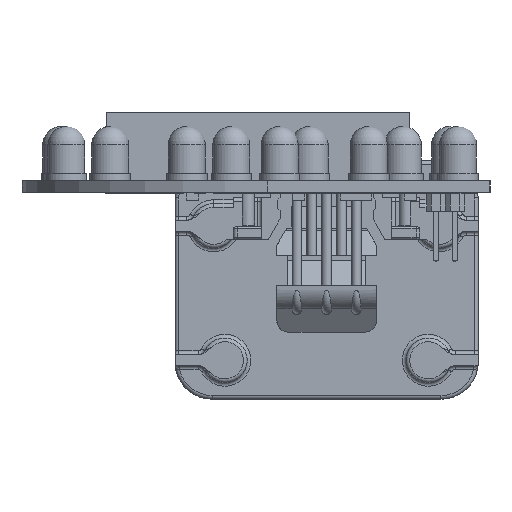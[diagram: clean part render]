
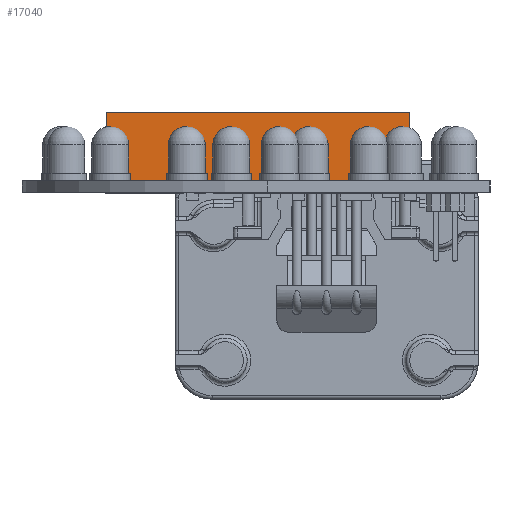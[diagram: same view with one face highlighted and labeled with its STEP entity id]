
A CAD part, left-side view. The second image highlights one B-rep face of the part: STEP entity #17040.
In plain terms, the highlighted planar face has unit normal (-1, 0, 0).
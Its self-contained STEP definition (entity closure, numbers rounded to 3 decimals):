
#1081=PLANE('',#18568);
#1720=FACE_OUTER_BOUND('',#3136,.T.);
#3136=EDGE_LOOP('',(#12968,#12969,#12970,#12971));
#4053=LINE('',#26444,#5385);
#4055=LINE('',#26448,#5387);
#4056=LINE('',#26450,#5388);
#4057=LINE('',#26451,#5389);
#5385=VECTOR('',#21596,1000.);
#5387=VECTOR('',#21600,1000.);
#5388=VECTOR('',#21601,1000.);
#5389=VECTOR('',#21602,1000.);
#7941=VERTEX_POINT('',#26441);
#7942=VERTEX_POINT('',#26443);
#7943=VERTEX_POINT('',#26447);
#7944=VERTEX_POINT('',#26449);
#9763=EDGE_CURVE('',#7942,#7941,#4053,.T.);
#9765=EDGE_CURVE('',#7941,#7943,#4055,.T.);
#9766=EDGE_CURVE('',#7944,#7943,#4056,.T.);
#9767=EDGE_CURVE('',#7942,#7944,#4057,.T.);
#12968=ORIENTED_EDGE('',*,*,#9765,.T.);
#12969=ORIENTED_EDGE('',*,*,#9766,.F.);
#12970=ORIENTED_EDGE('',*,*,#9767,.F.);
#12971=ORIENTED_EDGE('',*,*,#9763,.T.);
#17040=ADVANCED_FACE('',(#1720),#1081,.F.);
#18568=AXIS2_PLACEMENT_3D('',#26446,#21598,#21599);
#21596=DIRECTION('',(0.,0.,-1.));
#21598=DIRECTION('center_axis',(1.,0.,0.));
#21599=DIRECTION('ref_axis',(0.,1.,0.));
#21600=DIRECTION('',(0.,-1.,0.));
#21601=DIRECTION('',(0.,0.,-1.));
#21602=DIRECTION('',(0.,-1.,0.));
#26441=CARTESIAN_POINT('',(-14.425,20.4,0.));
#26443=CARTESIAN_POINT('',(-14.425,20.4,9.15));
#26444=CARTESIAN_POINT('',(-14.425,20.4,9.15));
#26446=CARTESIAN_POINT('Origin',(-14.425,20.4,9.15));
#26447=CARTESIAN_POINT('',(-14.425,-20.4,0.));
#26448=CARTESIAN_POINT('',(-14.425,20.4,0.));
#26449=CARTESIAN_POINT('',(-14.425,-20.4,9.15));
#26450=CARTESIAN_POINT('',(-14.425,-20.4,9.15));
#26451=CARTESIAN_POINT('',(-14.425,20.4,9.15));
